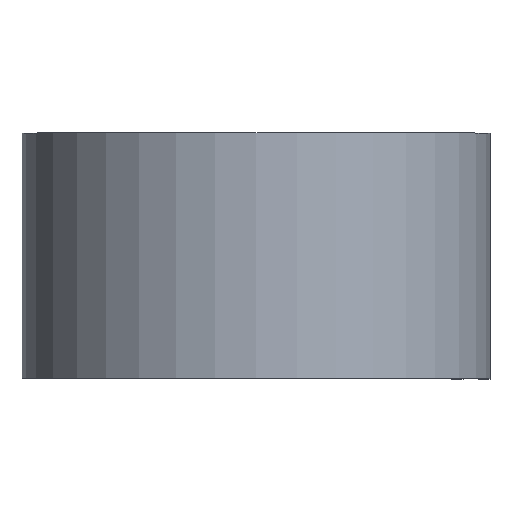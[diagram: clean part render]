
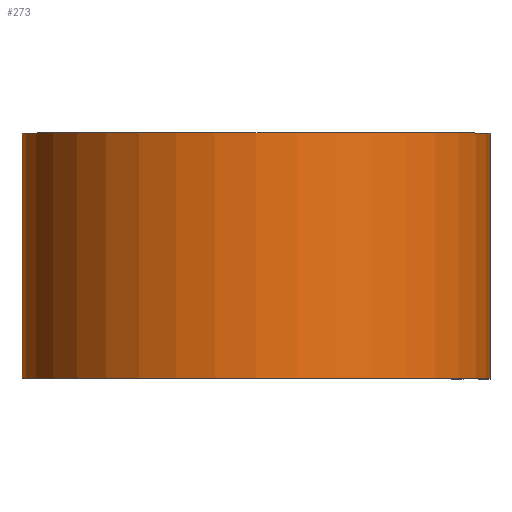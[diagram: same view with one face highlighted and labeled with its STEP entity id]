
A CAD part, top view. The second image highlights one B-rep face of the part: STEP entity #273.
In plain terms, the highlighted cylindrical face has radius 24.232 mm (diameter 48.463 mm), a partial arc.
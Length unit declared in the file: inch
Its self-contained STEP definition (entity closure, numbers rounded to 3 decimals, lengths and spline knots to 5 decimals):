
#6 = DIRECTION ( 'NONE',  ( 0., -1., 0. ) ) ;
#21 = DIRECTION ( 'NONE',  ( 0., 0., -1. ) ) ;
#57 = ORIENTED_EDGE ( 'NONE', *, *, #240, .F. ) ;
#75 = VERTEX_POINT ( 'NONE', #567 ) ;
#103 = VERTEX_POINT ( 'NONE', #679 ) ;
#106 = VERTEX_POINT ( 'NONE', #472 ) ;
#172 = DIRECTION ( 'NONE',  ( 0., 1., 0. ) ) ;
#182 = DIRECTION ( 'NONE',  ( 1., 0., 0. ) ) ;
#224 = CARTESIAN_POINT ( 'NONE',  ( 0., -0.5, 0. ) ) ;
#240 = EDGE_CURVE ( 'NONE', #352, #106, #441, .T. ) ;
#273 = ADVANCED_FACE ( 'NONE', ( #384 ), #370, .T. ) ;
#283 = EDGE_CURVE ( 'NONE', #103, #75, #428, .T. ) ;
#310 = CARTESIAN_POINT ( 'NONE',  ( 0.954, 0.5, 0. ) ) ;
#320 = EDGE_CURVE ( 'NONE', #106, #75, #366, .T. ) ;
#323 = VECTOR ( 'NONE', #6, 39.37008 ) ;
#324 = LINE ( 'NONE', #470, #323 ) ;
#338 = AXIS2_PLACEMENT_3D ( 'NONE', #445, #448, #452 ) ;
#349 = VECTOR ( 'NONE', #417, 39.37008 ) ;
#352 = VERTEX_POINT ( 'NONE', #507 ) ;
#366 = LINE ( 'NONE', #310, #349 ) ;
#370 = CYLINDRICAL_SURFACE ( 'NONE', #608, 0.954 ) ;
#384 = FACE_OUTER_BOUND ( 'NONE', #442, .T. ) ;
#385 = ORIENTED_EDGE ( 'NONE', *, *, #492, .T. ) ;
#417 = DIRECTION ( 'NONE',  ( 0., -1., 0. ) ) ;
#428 = CIRCLE ( 'NONE', #577, 0.954 ) ;
#441 = CIRCLE ( 'NONE', #338, 0.954 ) ;
#442 = EDGE_LOOP ( 'NONE', ( #618, #661, #57, #385 ) ) ;
#445 = CARTESIAN_POINT ( 'NONE',  ( 0., 0.5, 0. ) ) ;
#448 = DIRECTION ( 'NONE',  ( 0., 1., 0. ) ) ;
#452 = DIRECTION ( 'NONE',  ( 1., 0., 0. ) ) ;
#470 = CARTESIAN_POINT ( 'NONE',  ( 0., 0.5, -0.954 ) ) ;
#472 = CARTESIAN_POINT ( 'NONE',  ( 0.954, 0.5, 0. ) ) ;
#492 = EDGE_CURVE ( 'NONE', #352, #103, #324, .T. ) ;
#507 = CARTESIAN_POINT ( 'NONE',  ( 0., 0.5, -0.954 ) ) ;
#553 = CARTESIAN_POINT ( 'NONE',  ( 0., 0.5, 0. ) ) ;
#567 = CARTESIAN_POINT ( 'NONE',  ( 0.954, -0.5, 0. ) ) ;
#577 = AXIS2_PLACEMENT_3D ( 'NONE', #224, #172, #182 ) ;
#608 = AXIS2_PLACEMENT_3D ( 'NONE', #553, #709, #21 ) ;
#618 = ORIENTED_EDGE ( 'NONE', *, *, #283, .T. ) ;
#661 = ORIENTED_EDGE ( 'NONE', *, *, #320, .F. ) ;
#679 = CARTESIAN_POINT ( 'NONE',  ( 0., -0.5, -0.954 ) ) ;
#709 = DIRECTION ( 'NONE',  ( 0., -1., 0. ) ) ;
